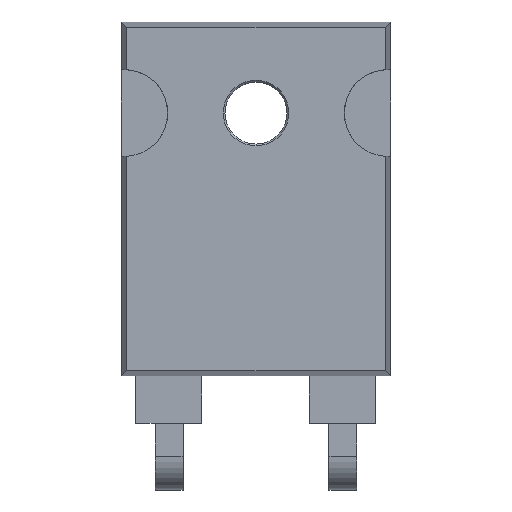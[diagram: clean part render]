
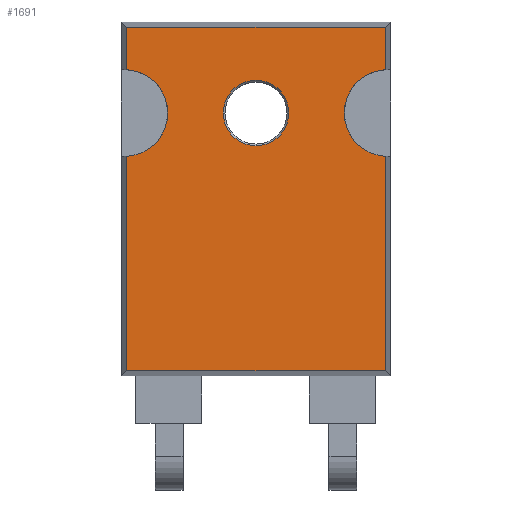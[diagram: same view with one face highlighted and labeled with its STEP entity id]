
A CAD part, top view. The second image highlights one B-rep face of the part: STEP entity #1691.
In plain terms, the highlighted free-form (B-spline) face has degree [1, 1] with [2, 2] control points.
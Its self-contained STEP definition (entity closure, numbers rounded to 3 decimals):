
#1148=CARTESIAN_POINT('',(-1.915,21.59,5.21));
#1149=VERTEX_POINT('',#1148);
#1156=CARTESIAN_POINT('',(1.915,21.59,5.21));
#1157=VERTEX_POINT('',#1156);
#1158=CARTESIAN_POINT('',(0.0,21.59,5.21));
#1159=DIRECTION('',(0.0,0.0,1.0));
#1160=DIRECTION('',(-1.0,0.0,0.0));
#1161=AXIS2_PLACEMENT_3D('',#1158,#1159,#1160);
#1162=CIRCLE('',#1161,1.915);
#1163=EDGE_CURVE('',#1149,#1157,#1162,.T.);
#1343=CARTESIAN_POINT('',(-7.575,19.054,5.21));
#1344=VERTEX_POINT('',#1343);
#1352=CARTESIAN_POINT('',(-7.575,24.126,5.21));
#1353=VERTEX_POINT('',#1352);
#1354=CARTESIAN_POINT('',(-7.71,21.59,5.21));
#1355=DIRECTION('',(0.0,0.0,-1.0));
#1356=DIRECTION('',(1.0,0.0,0.0));
#1357=AXIS2_PLACEMENT_3D('',#1354,#1355,#1356);
#1358=CIRCLE('',#1357,2.54);
#1359=EDGE_CURVE('',#1353,#1344,#1358,.T.);
#1391=CARTESIAN_POINT('',(7.575,24.126,5.21));
#1392=VERTEX_POINT('',#1391);
#1402=CARTESIAN_POINT('',(7.575,19.054,5.21));
#1403=VERTEX_POINT('',#1402);
#1404=CARTESIAN_POINT('',(7.71,21.59,5.21));
#1405=DIRECTION('',(0.0,0.0,-1.0));
#1406=DIRECTION('',(-1.0,0.0,0.0));
#1407=AXIS2_PLACEMENT_3D('',#1404,#1405,#1406);
#1408=CIRCLE('',#1407,2.54);
#1409=EDGE_CURVE('',#1403,#1392,#1408,.T.);
#1475=CARTESIAN_POINT('',(-7.575,6.52,5.21));
#1476=VERTEX_POINT('',#1475);
#1483=CARTESIAN_POINT('',(-7.575,6.52,5.21));
#1484=DIRECTION('',(0.0,1.0,0.0));
#1485=VECTOR('',#1484,12.534);
#1486=LINE('',#1483,#1485);
#1487=EDGE_CURVE('',#1476,#1344,#1486,.T.);
#1498=CARTESIAN_POINT('',(-7.575,26.62,5.21));
#1499=VERTEX_POINT('',#1498);
#1500=CARTESIAN_POINT('',(-7.575,24.126,5.21));
#1501=DIRECTION('',(0.0,1.0,0.0));
#1502=VECTOR('',#1501,2.494);
#1503=LINE('',#1500,#1502);
#1504=EDGE_CURVE('',#1353,#1499,#1503,.T.);
#1578=CARTESIAN_POINT('',(7.575,6.52,5.21));
#1579=VERTEX_POINT('',#1578);
#1580=CARTESIAN_POINT('',(7.575,19.054,5.21));
#1581=DIRECTION('',(0.0,-1.0,0.0));
#1582=VECTOR('',#1581,12.534);
#1583=LINE('',#1580,#1582);
#1584=EDGE_CURVE('',#1403,#1579,#1583,.T.);
#1603=CARTESIAN_POINT('',(7.575,26.62,5.21));
#1604=VERTEX_POINT('',#1603);
#1611=CARTESIAN_POINT('',(7.575,26.62,5.21));
#1612=DIRECTION('',(0.0,-1.0,0.0));
#1613=VECTOR('',#1612,2.494);
#1614=LINE('',#1611,#1613);
#1615=EDGE_CURVE('',#1604,#1392,#1614,.T.);
#1634=CARTESIAN_POINT('',(0.0,21.59,5.21));
#1635=DIRECTION('',(0.0,0.0,1.0));
#1636=DIRECTION('',(-1.0,0.0,0.0));
#1637=AXIS2_PLACEMENT_3D('',#1634,#1635,#1636);
#1638=CIRCLE('',#1637,1.915);
#1639=EDGE_CURVE('',#1157,#1149,#1638,.T.);
#1662=CARTESIAN_POINT('',(-7.575,6.52,5.21));
#1663=CARTESIAN_POINT('',(7.575,6.52,5.21));
#1664=CARTESIAN_POINT('',(-7.575,26.62,5.21));
#1665=CARTESIAN_POINT('',(7.575,26.62,5.21));
#1666=B_SPLINE_SURFACE_WITH_KNOTS('',1,1,((#1662,#1664),(#1663,#1665)),.UNSPECIFIED.,.F.,.F.,.U.,(2,2),(2,2),(0.0,15.15),(0.0,20.1),.UNSPECIFIED.);
#1667=ORIENTED_EDGE('',*,*,#1359,.T.);
#1668=ORIENTED_EDGE('',*,*,#1487,.F.);
#1669=CARTESIAN_POINT('',(7.575,6.52,5.21));
#1670=DIRECTION('',(-1.0,0.0,0.0));
#1671=VECTOR('',#1670,15.15);
#1672=LINE('',#1669,#1671);
#1673=EDGE_CURVE('',#1579,#1476,#1672,.T.);
#1674=ORIENTED_EDGE('',*,*,#1673,.F.);
#1675=ORIENTED_EDGE('',*,*,#1584,.F.);
#1676=ORIENTED_EDGE('',*,*,#1409,.T.);
#1677=ORIENTED_EDGE('',*,*,#1615,.F.);
#1678=CARTESIAN_POINT('',(-7.575,26.62,5.21));
#1679=DIRECTION('',(1.0,0.0,0.0));
#1680=VECTOR('',#1679,15.15);
#1681=LINE('',#1678,#1680);
#1682=EDGE_CURVE('',#1499,#1604,#1681,.T.);
#1683=ORIENTED_EDGE('',*,*,#1682,.F.);
#1684=ORIENTED_EDGE('',*,*,#1504,.F.);
#1685=EDGE_LOOP('',(#1667,#1668,#1674,#1675,#1676,#1677,#1683,#1684));
#1686=FACE_OUTER_BOUND('',#1685,.T.);
#1687=ORIENTED_EDGE('',*,*,#1639,.F.);
#1688=ORIENTED_EDGE('',*,*,#1163,.F.);
#1689=EDGE_LOOP('',(#1687,#1688));
#1690=FACE_BOUND('',#1689,.T.);
#1691=ADVANCED_FACE('',(#1686,#1690),#1666,.T.);
